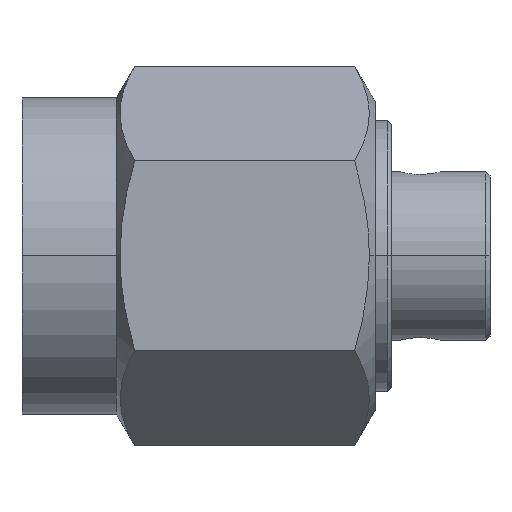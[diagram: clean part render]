
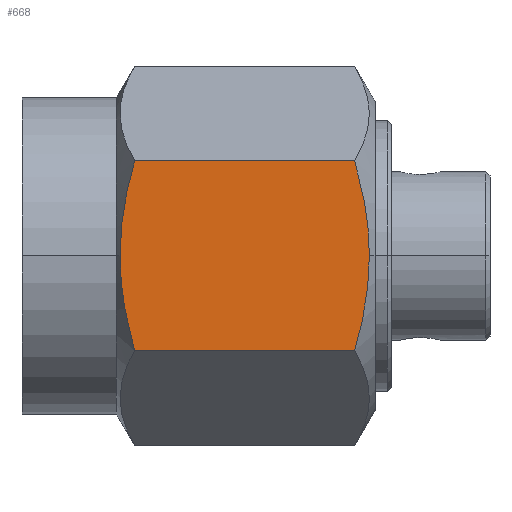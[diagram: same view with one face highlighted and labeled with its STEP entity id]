
A CAD part, top view. The second image highlights one B-rep face of the part: STEP entity #668.
In plain terms, the highlighted face is planar.
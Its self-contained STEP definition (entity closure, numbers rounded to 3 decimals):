
#11 = CARTESIAN_POINT ( 'NONE',  ( 4.001, -2.31, 1.4 ) ) ;
#37 = CARTESIAN_POINT ( 'NONE',  ( 4.001, -1.934, -2.636 ) ) ;
#45 = EDGE_CURVE ( 'NONE', #1806, #1169, #928, .T. ) ;
#78 = CARTESIAN_POINT ( 'NONE',  ( 4.001, -1.55, -8.304 ) ) ;
#131 = CARTESIAN_POINT ( 'NONE',  ( 4.001, 0.786, -8.427 ) ) ;
#136 = EDGE_LOOP ( 'NONE', ( #2620, #1924, #1638, #1988, #800, #2339 ) ) ;
#254 = DIRECTION ( 'NONE',  ( 0., 0., -1. ) ) ;
#279 = CARTESIAN_POINT ( 'NONE',  ( 4.001, 1.936, -2.637 ) ) ;
#288 = CARTESIAN_POINT ( 'NONE',  ( 4.001, 0., -8.462 ) ) ;
#292 = CARTESIAN_POINT ( 'NONE',  ( 4.001, 0., -2.387 ) ) ;
#323 = CARTESIAN_POINT ( 'NONE',  ( 4.001, -2.31, -8.105 ) ) ;
#352 = DIRECTION ( 'NONE',  ( 0., -1., 0. ) ) ;
#375 = CARTESIAN_POINT ( 'NONE',  ( 4.001, 0., -8.462 ) ) ;
#438 = LINE ( 'NONE', #1396, #1028 ) ;
#446 = CARTESIAN_POINT ( 'NONE',  ( 4.001, 2.31, -2.745 ) ) ;
#516 = EDGE_CURVE ( 'NONE', #2424, #2893, #3019, .T. ) ;
#519 = CARTESIAN_POINT ( 'NONE',  ( 4.001, 1.558, -2.547 ) ) ;
#601 = CARTESIAN_POINT ( 'NONE',  ( 4.001, 2.31, 1.4 ) ) ;
#668 = ADVANCED_FACE ( 'NONE', ( #2916 ), #2225, .T. ) ;
#715 = CARTESIAN_POINT ( 'NONE',  ( 4.001, 2.31, -8.105 ) ) ;
#730 = CARTESIAN_POINT ( 'NONE',  ( 4.001, -1.55, -2.545 ) ) ;
#743 = CARTESIAN_POINT ( 'NONE',  ( 4.001, 0., -8.462 ) ) ;
#752 = CARTESIAN_POINT ( 'NONE',  ( 4.001, 0., -2.387 ) ) ;
#757 = CARTESIAN_POINT ( 'NONE',  ( 4.001, 0.391, -2.387 ) ) ;
#775 = B_SPLINE_CURVE_WITH_KNOTS ( 'NONE', 3,
 ( #288, #2183, #1049, #78, #804, #323 ),
 .UNSPECIFIED., .F., .F.,
 ( 4, 2, 4 ),
 ( 0.004, 0.005, 0.006 ),
 .UNSPECIFIED. ) ;
#788 = CARTESIAN_POINT ( 'NONE',  ( 4.001, -2.31, -8.105 ) ) ;
#800 = ORIENTED_EDGE ( 'NONE', *, *, #1133, .F. ) ;
#804 = CARTESIAN_POINT ( 'NONE',  ( 4.001, -1.934, -8.213 ) ) ;
#928 = B_SPLINE_CURVE_WITH_KNOTS ( 'NONE', 3,
 ( #2745, #2979, #1556, #131, #1795, #375 ),
 .UNSPECIFIED., .F., .F.,
 ( 4, 2, 4 ),
 ( 0.002, 0.003, 0.004 ),
 .UNSPECIFIED. ) ;
#1007 = CARTESIAN_POINT ( 'NONE',  ( 4.001, -2.31, -2.745 ) ) ;
#1028 = VECTOR ( 'NONE', #2908, 1000. ) ;
#1049 = CARTESIAN_POINT ( 'NONE',  ( 4.001, -0.778, -8.428 ) ) ;
#1133 = EDGE_CURVE ( 'NONE', #1142, #2708, #2818, .T. ) ;
#1140 = VECTOR ( 'NONE', #254, 1000. ) ;
#1142 = VERTEX_POINT ( 'NONE', #1224 ) ;
#1169 = VERTEX_POINT ( 'NONE', #743 ) ;
#1224 = CARTESIAN_POINT ( 'NONE',  ( 4.001, 0., -2.387 ) ) ;
#1396 = CARTESIAN_POINT ( 'NONE',  ( 4.001, 2.31, 1.4 ) ) ;
#1556 = CARTESIAN_POINT ( 'NONE',  ( 4.001, 1.558, -8.302 ) ) ;
#1559 = DIRECTION ( 'NONE',  ( 1., 0., 0. ) ) ;
#1638 = ORIENTED_EDGE ( 'NONE', *, *, #45, .F. ) ;
#1755 = CARTESIAN_POINT ( 'NONE',  ( 4.001, -2.31, -2.745 ) ) ;
#1795 = CARTESIAN_POINT ( 'NONE',  ( 4.001, 0.391, -8.462 ) ) ;
#1806 = VERTEX_POINT ( 'NONE', #715 ) ;
#1924 = ORIENTED_EDGE ( 'NONE', *, *, #2756, .F. ) ;
#1938 = CARTESIAN_POINT ( 'NONE',  ( 4.001, -0.778, -2.421 ) ) ;
#1988 = ORIENTED_EDGE ( 'NONE', *, *, #2629, .F. ) ;
#2154 = B_SPLINE_CURVE_WITH_KNOTS ( 'NONE', 3,
 ( #1007, #37, #730, #1938, #2170, #752 ),
 .UNSPECIFIED., .F., .F.,
 ( 4, 2, 4 ),
 ( 0.004, 0.005, 0.006 ),
 .UNSPECIFIED. ) ;
#2170 = CARTESIAN_POINT ( 'NONE',  ( 4.001, -0.39, -2.387 ) ) ;
#2183 = CARTESIAN_POINT ( 'NONE',  ( 4.001, -0.39, -8.462 ) ) ;
#2188 = CARTESIAN_POINT ( 'NONE',  ( 4.001, 2.31, -2.745 ) ) ;
#2225 = PLANE ( 'NONE',  #2597 ) ;
#2339 = ORIENTED_EDGE ( 'NONE', *, *, #2733, .F. ) ;
#2424 = VERTEX_POINT ( 'NONE', #1755 ) ;
#2597 = AXIS2_PLACEMENT_3D ( 'NONE', #601, #1559, #352 ) ;
#2620 = ORIENTED_EDGE ( 'NONE', *, *, #516, .T. ) ;
#2629 = EDGE_CURVE ( 'NONE', #2708, #1806, #438, .T. ) ;
#2661 = CARTESIAN_POINT ( 'NONE',  ( 4.001, 0.786, -2.422 ) ) ;
#2708 = VERTEX_POINT ( 'NONE', #446 ) ;
#2733 = EDGE_CURVE ( 'NONE', #2424, #1142, #2154, .T. ) ;
#2745 = CARTESIAN_POINT ( 'NONE',  ( 4.001, 2.31, -8.105 ) ) ;
#2756 = EDGE_CURVE ( 'NONE', #1169, #2893, #775, .T. ) ;
#2818 = B_SPLINE_CURVE_WITH_KNOTS ( 'NONE', 3,
 ( #292, #757, #2661, #519, #279, #2188 ),
 .UNSPECIFIED., .F., .F.,
 ( 4, 2, 4 ),
 ( 0.006, 0.008, 0.009 ),
 .UNSPECIFIED. ) ;
#2893 = VERTEX_POINT ( 'NONE', #788 ) ;
#2908 = DIRECTION ( 'NONE',  ( 0., 0., -1. ) ) ;
#2916 = FACE_OUTER_BOUND ( 'NONE', #136, .T. ) ;
#2979 = CARTESIAN_POINT ( 'NONE',  ( 4.001, 1.936, -8.212 ) ) ;
#3019 = LINE ( 'NONE', #11, #1140 ) ;
